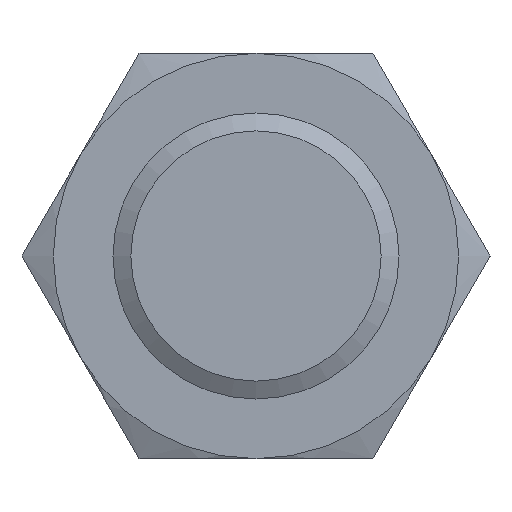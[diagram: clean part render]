
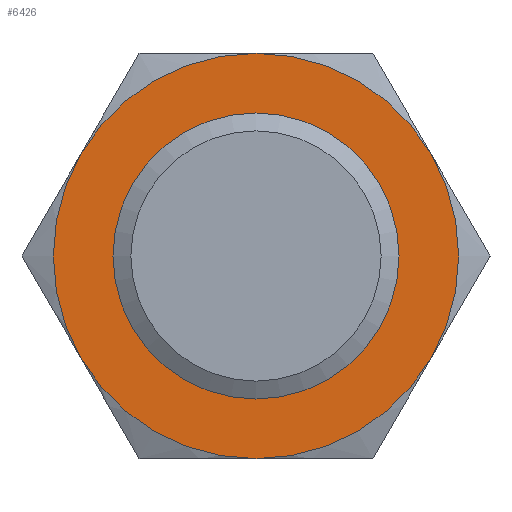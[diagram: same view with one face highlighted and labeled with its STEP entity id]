
A CAD part, left-side view. The second image highlights one B-rep face of the part: STEP entity #6426.
In plain terms, the highlighted planar face has unit normal (-1, 0, 0).
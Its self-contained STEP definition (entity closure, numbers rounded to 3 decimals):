
#3118 = EDGE_CURVE('',#3119,#3119,#3121,.T.);
#3119 = VERTEX_POINT('',#3120);
#3120 = CARTESIAN_POINT('',(10.,0.,-6.));
#3121 = SURFACE_CURVE('',#3122,(#3127,#3139),.PCURVE_S1.);
#3122 = CIRCLE('',#3123,6.);
#3123 = AXIS2_PLACEMENT_3D('',#3124,#3125,#3126);
#3124 = CARTESIAN_POINT('',(10.,0.,0.));
#3125 = DIRECTION('',(1.,0.,-0.));
#3126 = DIRECTION('',(-0.,0.,-1.));
#3127 = PCURVE('',#3128,#3133);
#3128 = CYLINDRICAL_SURFACE('',#3129,6.);
#3129 = AXIS2_PLACEMENT_3D('',#3130,#3131,#3132);
#3130 = CARTESIAN_POINT('',(50.,0.,0.));
#3131 = DIRECTION('',(-1.,-0.,0.));
#3132 = DIRECTION('',(-0.,0.,-1.));
#3133 = DEFINITIONAL_REPRESENTATION('',(#3134),#3138);
#3134 = LINE('',#3135,#3136);
#3135 = CARTESIAN_POINT('',(6.283,40.));
#3136 = VECTOR('',#3137,1.);
#3137 = DIRECTION('',(-1.,0.));
#3138 = ( GEOMETRIC_REPRESENTATION_CONTEXT(2) 
PARAMETRIC_REPRESENTATION_CONTEXT() REPRESENTATION_CONTEXT('2D SPACE',''
  ) );
#3139 = PCURVE('',#3140,#3145);
#3140 = PLANE('',#3141);
#3141 = AXIS2_PLACEMENT_3D('',#3142,#3143,#3144);
#3142 = CARTESIAN_POINT('',(10.,0.,0.));
#3143 = DIRECTION('',(1.,0.,-0.));
#3144 = DIRECTION('',(-0.,0.,-1.));
#3145 = DEFINITIONAL_REPRESENTATION('',(#3146),#3150);
#3146 = CIRCLE('',#3147,6.);
#3147 = AXIS2_PLACEMENT_2D('',#3148,#3149);
#3148 = CARTESIAN_POINT('',(0.,0.));
#3149 = DIRECTION('',(1.,0.));
#3150 = ( GEOMETRIC_REPRESENTATION_CONTEXT(2) 
PARAMETRIC_REPRESENTATION_CONTEXT() REPRESENTATION_CONTEXT('2D SPACE',''
  ) );
#3205 = EDGE_CURVE('',#3206,#3208,#3210,.T.);
#3206 = VERTEX_POINT('',#3207);
#3207 = CARTESIAN_POINT('',(10.,7.361,4.25));
#3208 = VERTEX_POINT('',#3209);
#3209 = CARTESIAN_POINT('',(10.,0.,8.5));
#3210 = SURFACE_CURVE('',#3211,(#3216,#3228),.PCURVE_S1.);
#3211 = CIRCLE('',#3212,8.5);
#3212 = AXIS2_PLACEMENT_3D('',#3213,#3214,#3215);
#3213 = CARTESIAN_POINT('',(10.,0.,0.));
#3214 = DIRECTION('',(1.,0.,-0.));
#3215 = DIRECTION('',(-0.,0.,-1.));
#3216 = PCURVE('',#3217,#3222);
#3217 = CONICAL_SURFACE('',#3218,8.5,1.222);
#3218 = AXIS2_PLACEMENT_3D('',#3219,#3220,#3221);
#3219 = CARTESIAN_POINT('',(10.,0.,0.));
#3220 = DIRECTION('',(1.,-0.,-0.));
#3221 = DIRECTION('',(-0.,0.,-1.));
#3222 = DEFINITIONAL_REPRESENTATION('',(#3223),#3227);
#3223 = LINE('',#3224,#3225);
#3224 = CARTESIAN_POINT('',(0.,0.));
#3225 = VECTOR('',#3226,1.);
#3226 = DIRECTION('',(1.,0.));
#3227 = ( GEOMETRIC_REPRESENTATION_CONTEXT(2) 
PARAMETRIC_REPRESENTATION_CONTEXT() REPRESENTATION_CONTEXT('2D SPACE',''
  ) );
#3228 = PCURVE('',#3140,#3229);
#3229 = DEFINITIONAL_REPRESENTATION('',(#3230),#3234);
#3230 = CIRCLE('',#3231,8.5);
#3231 = AXIS2_PLACEMENT_2D('',#3232,#3233);
#3232 = CARTESIAN_POINT('',(0.,0.));
#3233 = DIRECTION('',(1.,0.));
#3234 = ( GEOMETRIC_REPRESENTATION_CONTEXT(2) 
PARAMETRIC_REPRESENTATION_CONTEXT() REPRESENTATION_CONTEXT('2D SPACE',''
  ) );
#3586 = CONICAL_SURFACE('',#3587,8.5,1.222);
#3587 = AXIS2_PLACEMENT_3D('',#3588,#3589,#3590);
#3588 = CARTESIAN_POINT('',(10.,0.,0.));
#3589 = DIRECTION('',(1.,-0.,-0.));
#3590 = DIRECTION('',(-0.,0.,-1.));
#3774 = CONICAL_SURFACE('',#3775,8.5,1.222);
#3775 = AXIS2_PLACEMENT_3D('',#3776,#3777,#3778);
#3776 = CARTESIAN_POINT('',(10.,0.,0.));
#3777 = DIRECTION('',(1.,-0.,-0.));
#3778 = DIRECTION('',(-0.,0.,-1.));
#5871 = VERTEX_POINT('',#5872);
#5872 = CARTESIAN_POINT('',(10.,-7.361,4.25));
#5941 = CONICAL_SURFACE('',#5942,8.5,1.222);
#5942 = AXIS2_PLACEMENT_3D('',#5943,#5944,#5945);
#5943 = CARTESIAN_POINT('',(10.,0.,0.));
#5944 = DIRECTION('',(1.,-0.,-0.));
#5945 = DIRECTION('',(-0.,0.,-1.));
#6060 = VERTEX_POINT('',#6061);
#6061 = CARTESIAN_POINT('',(10.,-7.361,-4.25));
#6130 = CONICAL_SURFACE('',#6131,8.5,1.222);
#6131 = AXIS2_PLACEMENT_3D('',#6132,#6133,#6134);
#6132 = CARTESIAN_POINT('',(10.,0.,0.));
#6133 = DIRECTION('',(1.,-0.,-0.));
#6134 = DIRECTION('',(-0.,0.,-1.));
#6242 = VERTEX_POINT('',#6243);
#6243 = CARTESIAN_POINT('',(10.,0.,-8.5));
#6312 = CONICAL_SURFACE('',#6313,8.5,1.222);
#6313 = AXIS2_PLACEMENT_3D('',#6314,#6315,#6316);
#6314 = CARTESIAN_POINT('',(10.,0.,0.));
#6315 = DIRECTION('',(1.,-0.,-0.));
#6316 = DIRECTION('',(-0.,0.,-1.));
#6349 = EDGE_CURVE('',#5871,#6060,#6350,.T.);
#6350 = SURFACE_CURVE('',#6351,(#6356,#6363),.PCURVE_S1.);
#6351 = CIRCLE('',#6352,8.5);
#6352 = AXIS2_PLACEMENT_3D('',#6353,#6354,#6355);
#6353 = CARTESIAN_POINT('',(10.,0.,0.));
#6354 = DIRECTION('',(1.,0.,-0.));
#6355 = DIRECTION('',(-0.,0.,-1.));
#6356 = PCURVE('',#5941,#6357);
#6357 = DEFINITIONAL_REPRESENTATION('',(#6358),#6362);
#6358 = LINE('',#6359,#6360);
#6359 = CARTESIAN_POINT('',(0.,0.));
#6360 = VECTOR('',#6361,1.);
#6361 = DIRECTION('',(1.,0.));
#6362 = ( GEOMETRIC_REPRESENTATION_CONTEXT(2) 
PARAMETRIC_REPRESENTATION_CONTEXT() REPRESENTATION_CONTEXT('2D SPACE',''
  ) );
#6363 = PCURVE('',#3140,#6364);
#6364 = DEFINITIONAL_REPRESENTATION('',(#6365),#6369);
#6365 = CIRCLE('',#6366,8.5);
#6366 = AXIS2_PLACEMENT_2D('',#6367,#6368);
#6367 = CARTESIAN_POINT('',(0.,0.));
#6368 = DIRECTION('',(1.,0.));
#6369 = ( GEOMETRIC_REPRESENTATION_CONTEXT(2) 
PARAMETRIC_REPRESENTATION_CONTEXT() REPRESENTATION_CONTEXT('2D SPACE',''
  ) );
#6376 = EDGE_CURVE('',#6060,#6242,#6377,.T.);
#6377 = SURFACE_CURVE('',#6378,(#6383,#6390),.PCURVE_S1.);
#6378 = CIRCLE('',#6379,8.5);
#6379 = AXIS2_PLACEMENT_3D('',#6380,#6381,#6382);
#6380 = CARTESIAN_POINT('',(10.,0.,0.));
#6381 = DIRECTION('',(1.,0.,-0.));
#6382 = DIRECTION('',(-0.,0.,-1.));
#6383 = PCURVE('',#6130,#6384);
#6384 = DEFINITIONAL_REPRESENTATION('',(#6385),#6389);
#6385 = LINE('',#6386,#6387);
#6386 = CARTESIAN_POINT('',(0.,0.));
#6387 = VECTOR('',#6388,1.);
#6388 = DIRECTION('',(1.,0.));
#6389 = ( GEOMETRIC_REPRESENTATION_CONTEXT(2) 
PARAMETRIC_REPRESENTATION_CONTEXT() REPRESENTATION_CONTEXT('2D SPACE',''
  ) );
#6390 = PCURVE('',#3140,#6391);
#6391 = DEFINITIONAL_REPRESENTATION('',(#6392),#6396);
#6392 = CIRCLE('',#6393,8.5);
#6393 = AXIS2_PLACEMENT_2D('',#6394,#6395);
#6394 = CARTESIAN_POINT('',(0.,0.));
#6395 = DIRECTION('',(1.,0.));
#6396 = ( GEOMETRIC_REPRESENTATION_CONTEXT(2) 
PARAMETRIC_REPRESENTATION_CONTEXT() REPRESENTATION_CONTEXT('2D SPACE',''
  ) );
#6405 = EDGE_CURVE('',#3208,#5871,#6406,.T.);
#6406 = SURFACE_CURVE('',#6407,(#6412,#6419),.PCURVE_S1.);
#6407 = CIRCLE('',#6408,8.5);
#6408 = AXIS2_PLACEMENT_3D('',#6409,#6410,#6411);
#6409 = CARTESIAN_POINT('',(10.,0.,0.));
#6410 = DIRECTION('',(1.,0.,-0.));
#6411 = DIRECTION('',(-0.,0.,-1.));
#6412 = PCURVE('',#3586,#6413);
#6413 = DEFINITIONAL_REPRESENTATION('',(#6414),#6418);
#6414 = LINE('',#6415,#6416);
#6415 = CARTESIAN_POINT('',(0.,0.));
#6416 = VECTOR('',#6417,1.);
#6417 = DIRECTION('',(1.,0.));
#6418 = ( GEOMETRIC_REPRESENTATION_CONTEXT(2) 
PARAMETRIC_REPRESENTATION_CONTEXT() REPRESENTATION_CONTEXT('2D SPACE',''
  ) );
#6419 = PCURVE('',#3140,#6420);
#6420 = DEFINITIONAL_REPRESENTATION('',(#6421),#6425);
#6421 = CIRCLE('',#6422,8.5);
#6422 = AXIS2_PLACEMENT_2D('',#6423,#6424);
#6423 = CARTESIAN_POINT('',(0.,0.));
#6424 = DIRECTION('',(1.,0.));
#6425 = ( GEOMETRIC_REPRESENTATION_CONTEXT(2) 
PARAMETRIC_REPRESENTATION_CONTEXT() REPRESENTATION_CONTEXT('2D SPACE',''
  ) );
#6426 = ADVANCED_FACE('',(#6427,#6479),#3140,.F.);
#6427 = FACE_BOUND('',#6428,.T.);
#6428 = EDGE_LOOP('',(#6429,#6453,#6475,#6476,#6477,#6478));
#6429 = ORIENTED_EDGE('',*,*,#6430,.F.);
#6430 = EDGE_CURVE('',#6431,#3206,#6433,.T.);
#6431 = VERTEX_POINT('',#6432);
#6432 = CARTESIAN_POINT('',(10.,7.361,-4.25));
#6433 = SURFACE_CURVE('',#6434,(#6439,#6446),.PCURVE_S1.);
#6434 = CIRCLE('',#6435,8.5);
#6435 = AXIS2_PLACEMENT_3D('',#6436,#6437,#6438);
#6436 = CARTESIAN_POINT('',(10.,0.,0.));
#6437 = DIRECTION('',(1.,0.,-0.));
#6438 = DIRECTION('',(-0.,0.,-1.));
#6439 = PCURVE('',#3140,#6440);
#6440 = DEFINITIONAL_REPRESENTATION('',(#6441),#6445);
#6441 = CIRCLE('',#6442,8.5);
#6442 = AXIS2_PLACEMENT_2D('',#6443,#6444);
#6443 = CARTESIAN_POINT('',(0.,0.));
#6444 = DIRECTION('',(1.,0.));
#6445 = ( GEOMETRIC_REPRESENTATION_CONTEXT(2) 
PARAMETRIC_REPRESENTATION_CONTEXT() REPRESENTATION_CONTEXT('2D SPACE',''
  ) );
#6446 = PCURVE('',#3774,#6447);
#6447 = DEFINITIONAL_REPRESENTATION('',(#6448),#6452);
#6448 = LINE('',#6449,#6450);
#6449 = CARTESIAN_POINT('',(0.,0.));
#6450 = VECTOR('',#6451,1.);
#6451 = DIRECTION('',(1.,0.));
#6452 = ( GEOMETRIC_REPRESENTATION_CONTEXT(2) 
PARAMETRIC_REPRESENTATION_CONTEXT() REPRESENTATION_CONTEXT('2D SPACE',''
  ) );
#6453 = ORIENTED_EDGE('',*,*,#6454,.F.);
#6454 = EDGE_CURVE('',#6242,#6431,#6455,.T.);
#6455 = SURFACE_CURVE('',#6456,(#6461,#6468),.PCURVE_S1.);
#6456 = CIRCLE('',#6457,8.5);
#6457 = AXIS2_PLACEMENT_3D('',#6458,#6459,#6460);
#6458 = CARTESIAN_POINT('',(10.,0.,0.));
#6459 = DIRECTION('',(1.,0.,-0.));
#6460 = DIRECTION('',(-0.,0.,-1.));
#6461 = PCURVE('',#3140,#6462);
#6462 = DEFINITIONAL_REPRESENTATION('',(#6463),#6467);
#6463 = CIRCLE('',#6464,8.5);
#6464 = AXIS2_PLACEMENT_2D('',#6465,#6466);
#6465 = CARTESIAN_POINT('',(0.,0.));
#6466 = DIRECTION('',(1.,0.));
#6467 = ( GEOMETRIC_REPRESENTATION_CONTEXT(2) 
PARAMETRIC_REPRESENTATION_CONTEXT() REPRESENTATION_CONTEXT('2D SPACE',''
  ) );
#6468 = PCURVE('',#6312,#6469);
#6469 = DEFINITIONAL_REPRESENTATION('',(#6470),#6474);
#6470 = LINE('',#6471,#6472);
#6471 = CARTESIAN_POINT('',(0.,0.));
#6472 = VECTOR('',#6473,1.);
#6473 = DIRECTION('',(1.,0.));
#6474 = ( GEOMETRIC_REPRESENTATION_CONTEXT(2) 
PARAMETRIC_REPRESENTATION_CONTEXT() REPRESENTATION_CONTEXT('2D SPACE',''
  ) );
#6475 = ORIENTED_EDGE('',*,*,#6376,.F.);
#6476 = ORIENTED_EDGE('',*,*,#6349,.F.);
#6477 = ORIENTED_EDGE('',*,*,#6405,.F.);
#6478 = ORIENTED_EDGE('',*,*,#3205,.F.);
#6479 = FACE_BOUND('',#6480,.T.);
#6480 = EDGE_LOOP('',(#6481));
#6481 = ORIENTED_EDGE('',*,*,#3118,.T.);
